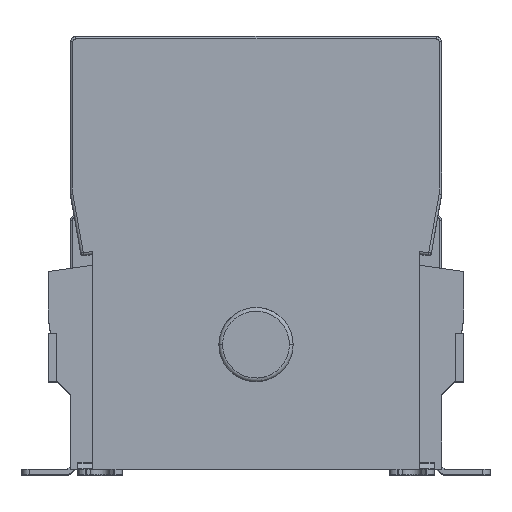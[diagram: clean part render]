
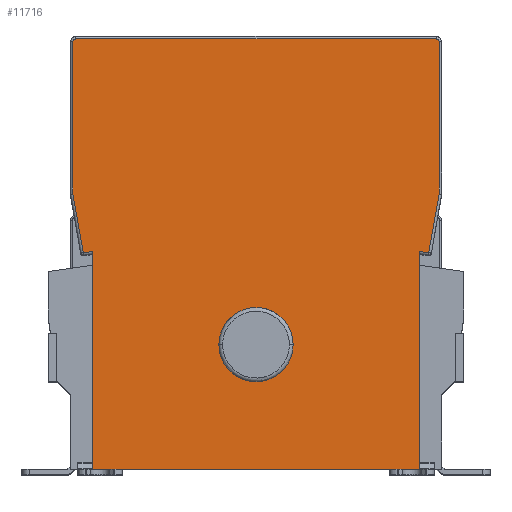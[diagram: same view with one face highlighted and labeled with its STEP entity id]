
A CAD part, top view. The second image highlights one B-rep face of the part: STEP entity #11716.
In plain terms, the highlighted planar face has unit normal (0, 0, 1).
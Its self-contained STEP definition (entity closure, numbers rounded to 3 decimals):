
#167=DIRECTION('',(1.,0.,0.));
#168=VECTOR('',#167,71.975);
#169=CARTESIAN_POINT('',(-35.976,-33.532,59.));
#170=LINE('',#169,#168);
#2528=DIRECTION('',(0.,1.,0.));
#2529=VECTOR('',#2528,40.939);
#2530=CARTESIAN_POINT('',(-49.288,40.53,59.));
#2531=LINE('',#2530,#2529);
#2551=DIRECTION('',(1.,0.,0.));
#2552=VECTOR('',#2551,97.);
#2553=CARTESIAN_POINT('',(-48.488,82.268,59.));
#2554=LINE('',#2553,#2552);
#2574=DIRECTION('',(0.,-1.,0.));
#2575=VECTOR('',#2574,40.939);
#2576=CARTESIAN_POINT('',(49.312,81.468,59.));
#2577=LINE('',#2576,#2575);
#2625=DIRECTION('',(0.,-1.,0.));
#2626=VECTOR('',#2625,58.593);
#2627=CARTESIAN_POINT('',(44.012,25.062,59.));
#2628=LINE('',#2627,#2626);
#2686=DIRECTION('',(1.,0.,0.));
#2687=VECTOR('',#2686,3.931);
#2688=CARTESIAN_POINT('',(-43.94,-33.532,
59.));
#2689=LINE('',#2688,#2687);
#2690=DIRECTION('',(0.,-1.,0.));
#2691=VECTOR('',#2690,58.593);
#2692=CARTESIAN_POINT('',(-43.988,25.062,59.));
#2693=LINE('',#2692,#2691);
#2694=DIRECTION('',(0.99,0.139,0.));
#2695=VECTOR('',#2694,2.535);
#2696=CARTESIAN_POINT('',(-46.499,24.709,59.));
#2697=LINE('',#2696,#2695);
#2698=DIRECTION('',(0.174,-0.985,0.));
#2699=VECTOR('',#2698,16.065);
#2700=CARTESIAN_POINT('',(-49.288,40.53,59.));
#2701=LINE('',#2700,#2699);
#2702=CARTESIAN_POINT('',(-48.488,81.468,59.));
#2703=DIRECTION('',(0.,0.,1.));
#2704=DIRECTION('',(0.,1.,0.));
#2705=AXIS2_PLACEMENT_3D('',#2702,#2703,#2704);
#2707=CARTESIAN_POINT('',(48.512,81.468,59.));
#2708=DIRECTION('',(0.,0.,1.));
#2709=DIRECTION('',(1.,0.,0.));
#2710=AXIS2_PLACEMENT_3D('',#2707,#2708,#2709);
#2712=DIRECTION('',(0.174,0.985,0.));
#2713=VECTOR('',#2712,16.065);
#2714=CARTESIAN_POINT('',(46.522,24.709,59.));
#2715=LINE('',#2714,#2713);
#2716=DIRECTION('',(0.99,-0.139,0.));
#2717=VECTOR('',#2716,2.535);
#2718=CARTESIAN_POINT('',(44.012,25.062,59.));
#2719=LINE('',#2718,#2717);
#2720=DIRECTION('',(1.,0.,0.));
#2721=VECTOR('',#2720,3.931);
#2722=CARTESIAN_POINT('',(40.032,-33.532,59.));
#2723=LINE('',#2722,#2721);
#2724=CARTESIAN_POINT('',(0.012,-0.032,59.));
#2725=DIRECTION('',(0.,0.,-1.));
#2726=DIRECTION('',(-1.,0.,0.));
#2727=AXIS2_PLACEMENT_3D('',#2724,#2725,#2726);
#2729=CARTESIAN_POINT('',(0.012,-0.032,59.));
#2730=DIRECTION('',(0.,0.,-1.));
#2731=DIRECTION('',(1.,0.,0.));
#2732=AXIS2_PLACEMENT_3D('',#2729,#2730,#2731);
#2739=DIRECTION('',(-1.,0.,0.));
#2740=VECTOR('',#2739,4.033);
#2741=CARTESIAN_POINT('',(-35.976,-33.532,59.));
#2742=LINE('',#2741,#2740);
#2831=DIRECTION('',(-1.,0.,0.));
#2832=VECTOR('',#2831,0.049);
#2833=CARTESIAN_POINT('',(-43.94,-33.532,
59.));
#2834=LINE('',#2833,#2832);
#3378=CARTESIAN_POINT('',(-43.988,25.062,59.));
#3838=DIRECTION('',(-1.,0.,0.));
#3839=VECTOR('',#3838,0.049);
#3840=CARTESIAN_POINT('',(44.012,-33.532,59.));
#3841=LINE('',#3840,#3839);
#3935=DIRECTION('',(-1.,0.,0.));
#3936=VECTOR('',#3935,4.033);
#3937=CARTESIAN_POINT('',(40.032,-33.532,59.));
#3938=LINE('',#3937,#3936);
#5752=CARTESIAN_POINT('',(40.032,-33.532,59.));
#5753=CARTESIAN_POINT('',(43.963,-33.532,59.));
#5754=VERTEX_POINT('',#5752);
#5755=VERTEX_POINT('',#5753);
#5805=CARTESIAN_POINT('',(44.012,-33.532,59.));
#5807=VERTEX_POINT('',#5805);
#5826=CARTESIAN_POINT('',(35.999,-33.532,59.));
#5827=VERTEX_POINT('',#5826);
#5992=CARTESIAN_POINT('',(-43.94,-33.532,
59.));
#5993=CARTESIAN_POINT('',(-40.008,-33.532,
59.));
#5994=VERTEX_POINT('',#5992);
#5995=VERTEX_POINT('',#5993);
#6056=CARTESIAN_POINT('',(-43.988,-33.532,59.));
#6057=VERTEX_POINT('',#6056);
#6058=CARTESIAN_POINT('',(-35.976,-33.532,59.));
#6059=VERTEX_POINT('',#6058);
#6172=VERTEX_POINT('',#3378);
#6181=CARTESIAN_POINT('',(-46.499,24.709,59.));
#6182=VERTEX_POINT('',#6181);
#6183=CARTESIAN_POINT('',(44.012,25.062,59.));
#6184=VERTEX_POINT('',#6183);
#6185=CARTESIAN_POINT('',(46.522,24.709,59.));
#6186=VERTEX_POINT('',#6185);
#6187=CARTESIAN_POINT('',(49.312,40.53,59.));
#6188=VERTEX_POINT('',#6187);
#6189=CARTESIAN_POINT('',(49.312,81.468,59.));
#6190=VERTEX_POINT('',#6189);
#6191=CARTESIAN_POINT('',(48.512,82.268,59.));
#6192=VERTEX_POINT('',#6191);
#6193=CARTESIAN_POINT('',(-48.488,82.268,59.));
#6194=VERTEX_POINT('',#6193);
#6195=CARTESIAN_POINT('',(-49.288,81.468,59.));
#6196=VERTEX_POINT('',#6195);
#6197=CARTESIAN_POINT('',(-49.288,40.53,59.));
#6198=VERTEX_POINT('',#6197);
#6545=CARTESIAN_POINT('',(-9.988,-0.032,59.));
#6546=VERTEX_POINT('',#6545);
#6547=CARTESIAN_POINT('',(10.012,-0.032,59.));
#6548=VERTEX_POINT('',#6547);
#11676=CARTESIAN_POINT('',(0.012,24.368,59.));
#11677=DIRECTION('',(0.,0.,1.));
#11678=DIRECTION('',(1.,0.,0.));
#11679=AXIS2_PLACEMENT_3D('',#11676,#11677,#11678);
#11680=PLANE('',#11679);
#11681=ORIENTED_EDGE('',*,*,#6634,.F.);
#11683=ORIENTED_EDGE('',*,*,#11682,.T.);
#11685=ORIENTED_EDGE('',*,*,#11684,.F.);
#11687=ORIENTED_EDGE('',*,*,#11686,.T.);
#11689=ORIENTED_EDGE('',*,*,#11688,.F.);
#11691=ORIENTED_EDGE('',*,*,#11690,.F.);
#11693=ORIENTED_EDGE('',*,*,#11692,.F.);
#11694=ORIENTED_EDGE('',*,*,#11445,.T.);
#11695=ORIENTED_EDGE('',*,*,#11467,.F.);
#11696=ORIENTED_EDGE('',*,*,#11489,.T.);
#11697=ORIENTED_EDGE('',*,*,#11511,.F.);
#11698=ORIENTED_EDGE('',*,*,#11533,.T.);
#11699=ORIENTED_EDGE('',*,*,#11575,.F.);
#11700=ORIENTED_EDGE('',*,*,#11617,.F.);
#11701=ORIENTED_EDGE('',*,*,#11637,.T.);
#11703=ORIENTED_EDGE('',*,*,#11702,.T.);
#11705=ORIENTED_EDGE('',*,*,#11704,.F.);
#11707=ORIENTED_EDGE('',*,*,#11706,.T.);
#11708=EDGE_LOOP('',(#11681,#11683,#11685,#11687,#11689,#11691,#11693,#11694,
#11695,#11696,#11697,#11698,#11699,#11700,#11701,#11703,#11705,#11707));
#11709=FACE_OUTER_BOUND('',#11708,.F.);
#11711=ORIENTED_EDGE('',*,*,#11710,.F.);
#11713=ORIENTED_EDGE('',*,*,#11712,.F.);
#11714=EDGE_LOOP('',(#11711,#11713));
#11715=FACE_BOUND('',#11714,.F.);
#11716=ADVANCED_FACE('',(#11709,#11715),#11680,.T.);
#2706=CIRCLE('',#2705,0.8);
#2711=CIRCLE('',#2710,0.8);
#2728=CIRCLE('',#2727,10.);
#2733=CIRCLE('',#2732,10.);
#6634=EDGE_CURVE('',#6059,#5827,#170,.T.);
#11445=EDGE_CURVE('',#6198,#6196,#2531,.T.);
#11467=EDGE_CURVE('',#6194,#6196,#2706,.T.);
#11489=EDGE_CURVE('',#6194,#6192,#2554,.T.);
#11511=EDGE_CURVE('',#6190,#6192,#2711,.T.);
#11533=EDGE_CURVE('',#6190,#6188,#2577,.T.);
#11575=EDGE_CURVE('',#6186,#6188,#2715,.T.);
#11617=EDGE_CURVE('',#6184,#6186,#2719,.T.);
#11637=EDGE_CURVE('',#6184,#5807,#2628,.T.);
#11682=EDGE_CURVE('',#6059,#5995,#2742,.T.);
#11684=EDGE_CURVE('',#5994,#5995,#2689,.T.);
#11686=EDGE_CURVE('',#5994,#6057,#2834,.T.);
#11688=EDGE_CURVE('',#6172,#6057,#2693,.T.);
#11690=EDGE_CURVE('',#6182,#6172,#2697,.T.);
#11692=EDGE_CURVE('',#6198,#6182,#2701,.T.);
#11702=EDGE_CURVE('',#5807,#5755,#3841,.T.);
#11704=EDGE_CURVE('',#5754,#5755,#2723,.T.);
#11706=EDGE_CURVE('',#5754,#5827,#3938,.T.);
#11710=EDGE_CURVE('',#6546,#6548,#2728,.T.);
#11712=EDGE_CURVE('',#6548,#6546,#2733,.T.);
